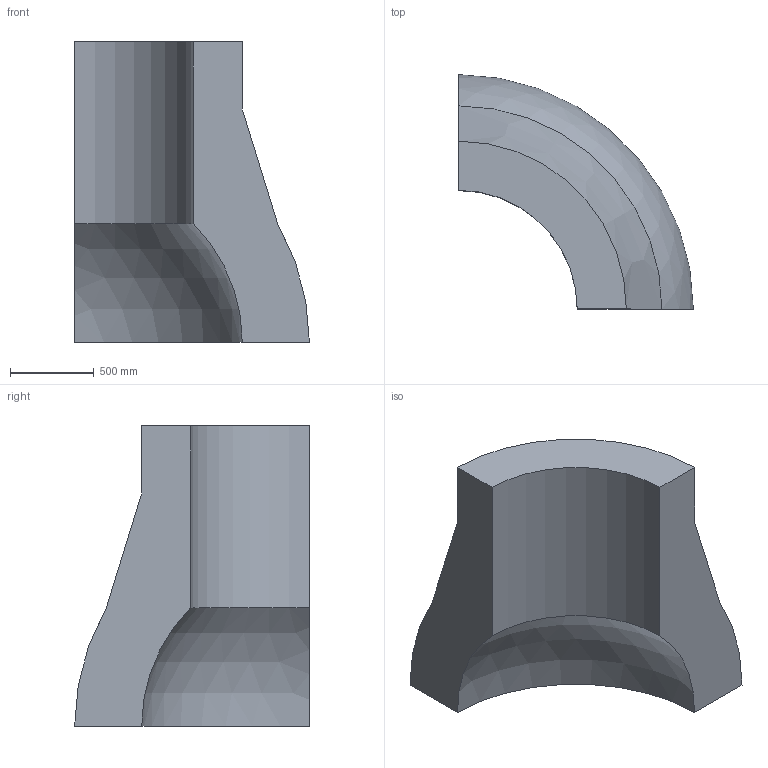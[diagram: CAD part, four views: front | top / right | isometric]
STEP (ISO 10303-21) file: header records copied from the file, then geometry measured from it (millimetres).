
FILE_DESCRIPTION(('STEP FEA test data geometry','AP203 class 6 - advancedbrep'),'2;1');
FILE_NAME('le11abrep_v3.stp','2001-02-28 T10:00:00',('R. Goult'),('Caesar Systems','LMR Systems'),'Hand coded','Original NAFEMS data - with corrections','R. Goult');
FILE_SCHEMA(('CONFIG_CONTROL_DESIGN'));
Length unit declared in the file: metre
Products named in the file (1): LE11solid
Bounding box: 1400 x 1400 x 1790 mm (x, y, z)
Volume: 1079077846.7 mm3; surface area: 8267103.3 mm2
Topology: 1 solids, 1 shells, 9 faces, 21 edges, 14 vertices
Faces by surface type: plane 4, sphere 2, cylinder 2, cone 1
Entity records: 234 total; most frequent: ORIENTED_EDGE 42, EDGE_CURVE 21, CARTESIAN_POINT 19, VERTEX_POINT 14, CIRCLE 11, LINE 10, EDGE_LOOP 9, FACE_OUTER_BOUND 9
